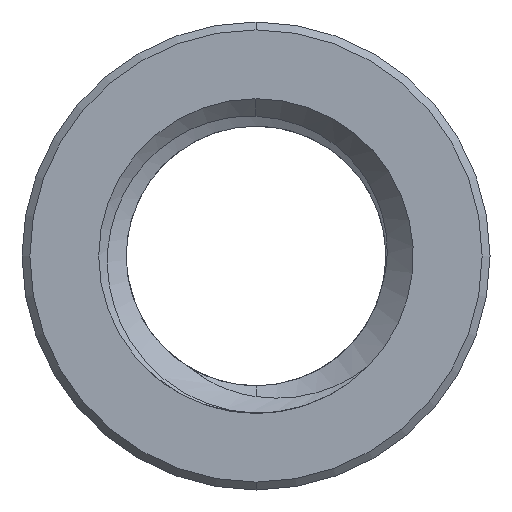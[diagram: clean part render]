
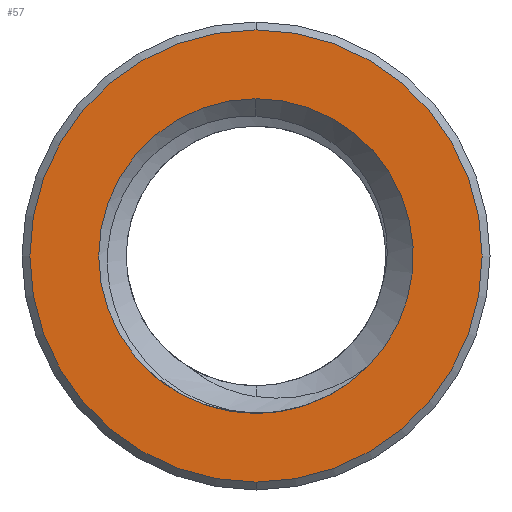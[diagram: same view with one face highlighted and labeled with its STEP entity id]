
A CAD part, front view. The second image highlights one B-rep face of the part: STEP entity #57.
In plain terms, the highlighted planar face has unit normal (0, -1, 0).
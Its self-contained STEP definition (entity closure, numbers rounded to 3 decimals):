
#57 = ADVANCED_FACE ( 'NONE', ( #4957, #1060 ), #2664, .F. ) ;
#359 = DIRECTION ( 'NONE',  ( 0., 1., 0. ) ) ;
#372 = CARTESIAN_POINT ( 'NONE',  ( 0., -11., 0. ) ) ;
#421 = DIRECTION ( 'NONE',  ( 0., 0., 1. ) ) ;
#723 = CARTESIAN_POINT ( 'NONE',  ( 1.423, -11., -1.406 ) ) ;
#726 = EDGE_LOOP ( 'NONE', ( #5076, #7065 ) ) ;
#1060 = FACE_OUTER_BOUND ( 'NONE', #726, .T. ) ;
#1113 = CARTESIAN_POINT ( 'NONE',  ( 0.039, -11., -2. ) ) ;
#1317 = EDGE_CURVE ( 'NONE', #1706, #6081, #3930, .T. ) ;
#1518 = AXIS2_PLACEMENT_3D ( 'NONE', #4441, #4405, #421 ) ;
#1551 = EDGE_LOOP ( 'NONE', ( #3107, #4110, #5077, #8274 ) ) ;
#1706 = VERTEX_POINT ( 'NONE', #5582 ) ;
#1800 = CARTESIAN_POINT ( 'NONE',  ( 0., -11., 0. ) ) ;
#1929 = AXIS2_PLACEMENT_3D ( 'NONE', #372, #5708, #2475 ) ;
#2241 = CIRCLE ( 'NONE', #1929, 2.875 ) ;
#2475 = DIRECTION ( 'NONE',  ( 0., 0., 1. ) ) ;
#2664 = PLANE ( 'NONE',  #4773 ) ;
#2957 = CARTESIAN_POINT ( 'NONE',  ( 0., -11., 0. ) ) ;
#2963 = CIRCLE ( 'NONE', #5027, 2. ) ;
#3107 = ORIENTED_EDGE ( 'NONE', *, *, #8275, .T. ) ;
#3265 = CARTESIAN_POINT ( 'NONE',  ( 0., -11., 0. ) ) ;
#3288 = AXIS2_PLACEMENT_3D ( 'NONE', #2957, #359, #8206 ) ;
#3302 = DIRECTION ( 'NONE',  ( 0., 1., 0. ) ) ;
#3500 = VERTEX_POINT ( 'NONE', #723 ) ;
#3930 = CIRCLE ( 'NONE', #8323, 2.875 ) ;
#3961 = DIRECTION ( 'NONE',  ( 0., 0., 1. ) ) ;
#3983 = DIRECTION ( 'NONE',  ( 0., 0., 1. ) ) ;
#4011 = VERTEX_POINT ( 'NONE', #1113 ) ;
#4019 = VERTEX_POINT ( 'NONE', #4864 ) ;
#4110 = ORIENTED_EDGE ( 'NONE', *, *, #8099, .T. ) ;
#4155 = AXIS2_PLACEMENT_3D ( 'NONE', #5240, #6473, #3983 ) ;
#4405 = DIRECTION ( 'NONE',  ( 0., 1., 0. ) ) ;
#4441 = CARTESIAN_POINT ( 'NONE',  ( 0., -11., 0. ) ) ;
#4447 = DIRECTION ( 'NONE',  ( 0., -1., 0. ) ) ;
#4773 = AXIS2_PLACEMENT_3D ( 'NONE', #7162, #3302, #3961 ) ;
#4864 = CARTESIAN_POINT ( 'NONE',  ( 0., -11., 2. ) ) ;
#4957 = FACE_BOUND ( 'NONE', #1551, .T. ) ;
#5023 = CARTESIAN_POINT ( 'NONE',  ( 0., -11., -2. ) ) ;
#5027 = AXIS2_PLACEMENT_3D ( 'NONE', #1800, #7012, #8304 ) ;
#5076 = ORIENTED_EDGE ( 'NONE', *, *, #5916, .T. ) ;
#5077 = ORIENTED_EDGE ( 'NONE', *, *, #6268, .T. ) ;
#5088 = DIRECTION ( 'NONE',  ( 0., 0., 1. ) ) ;
#5240 = CARTESIAN_POINT ( 'NONE',  ( 0., -11., 0. ) ) ;
#5484 = CARTESIAN_POINT ( 'NONE',  ( 0., -11., 2.875 ) ) ;
#5511 = CIRCLE ( 'NONE', #3288, 2. ) ;
#5519 = CIRCLE ( 'NONE', #1518, 2. ) ;
#5582 = CARTESIAN_POINT ( 'NONE',  ( 0., -11., -2.875 ) ) ;
#5708 = DIRECTION ( 'NONE',  ( 0., -1., 0. ) ) ;
#5916 = EDGE_CURVE ( 'NONE', #6081, #1706, #2241, .T. ) ;
#6081 = VERTEX_POINT ( 'NONE', #5484 ) ;
#6268 = EDGE_CURVE ( 'NONE', #8121, #4019, #2963, .T. ) ;
#6473 = DIRECTION ( 'NONE',  ( 0., 1., 0. ) ) ;
#7012 = DIRECTION ( 'NONE',  ( 0., 1., 0. ) ) ;
#7065 = ORIENTED_EDGE ( 'NONE', *, *, #1317, .T. ) ;
#7162 = CARTESIAN_POINT ( 'NONE',  ( 0., -11., 0. ) ) ;
#7671 = EDGE_CURVE ( 'NONE', #4019, #3500, #5519, .T. ) ;
#7807 = CIRCLE ( 'NONE', #4155, 2. ) ;
#8099 = EDGE_CURVE ( 'NONE', #4011, #8121, #5511, .T. ) ;
#8121 = VERTEX_POINT ( 'NONE', #5023 ) ;
#8206 = DIRECTION ( 'NONE',  ( 0., 0., 1. ) ) ;
#8274 = ORIENTED_EDGE ( 'NONE', *, *, #7671, .T. ) ;
#8275 = EDGE_CURVE ( 'NONE', #3500, #4011, #7807, .T. ) ;
#8304 = DIRECTION ( 'NONE',  ( 0., 0., 1. ) ) ;
#8323 = AXIS2_PLACEMENT_3D ( 'NONE', #3265, #4447, #5088 ) ;
